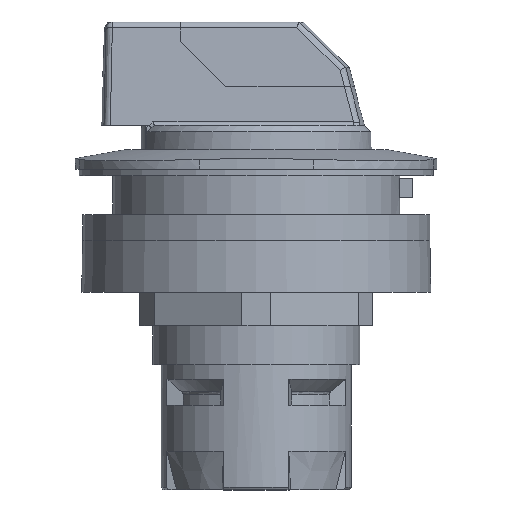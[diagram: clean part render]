
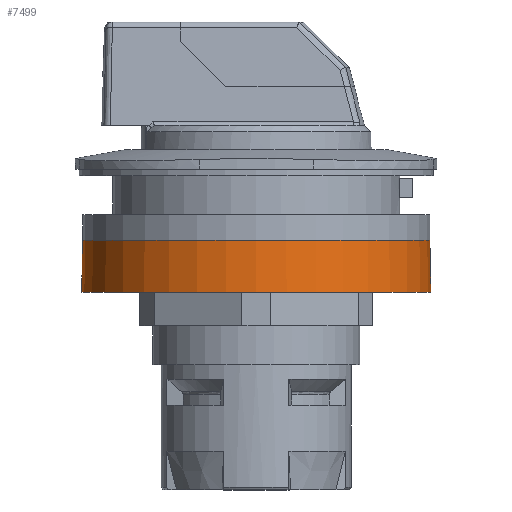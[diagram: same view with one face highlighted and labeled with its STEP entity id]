
A CAD part, front view. The second image highlights one B-rep face of the part: STEP entity #7499.
In plain terms, the highlighted conical face has half-angle 1 degrees and reference radius 13.465 mm.
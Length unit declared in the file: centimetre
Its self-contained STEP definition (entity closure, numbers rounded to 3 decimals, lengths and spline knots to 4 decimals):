
#652=FACE_BOUND('',#1809,.T.);
#732=CONICAL_SURFACE('',#8135,1.3465,1.);
#1239=FACE_OUTER_BOUND('',#1808,.T.);
#1808=EDGE_LOOP('',(#6659));
#1809=EDGE_LOOP('',(#6660));
#2905=CIRCLE('',#8134,1.343);
#2906=CIRCLE('',#8136,1.35);
#3571=VERTEX_POINT('',#23113);
#3572=VERTEX_POINT('',#23116);
#4616=EDGE_CURVE('',#3571,#3571,#2905,.T.);
#4617=EDGE_CURVE('',#3572,#3572,#2906,.T.);
#6659=ORIENTED_EDGE('',*,*,#4617,.F.);
#6660=ORIENTED_EDGE('',*,*,#4616,.T.);
#7499=ADVANCED_FACE('',(#1239,#652),#732,.T.);
#8134=AXIS2_PLACEMENT_3D('',#23114,#9683,#9684);
#8135=AXIS2_PLACEMENT_3D('',#23115,#9685,#9686);
#8136=AXIS2_PLACEMENT_3D('',#23117,#9687,#9688);
#9683=DIRECTION('center_axis',(0.,0.,
-1.));
#9684=DIRECTION('ref_axis',(0.,1.,0.));
#9685=DIRECTION('center_axis',(0.,0.,
-1.));
#9686=DIRECTION('ref_axis',(1.,0.,0.));
#9687=DIRECTION('center_axis',(0.,0.,
-1.));
#9688=DIRECTION('ref_axis',(0.,1.,0.));
#23113=CARTESIAN_POINT('',(1.343,0.,1.93));
#23114=CARTESIAN_POINT('Origin',(0.,0.,
1.93));
#23115=CARTESIAN_POINT('Origin',(0.,0.,
1.73));
#23116=CARTESIAN_POINT('',(1.35,0.,1.53));
#23117=CARTESIAN_POINT('Origin',(0.,0.,
1.53));
